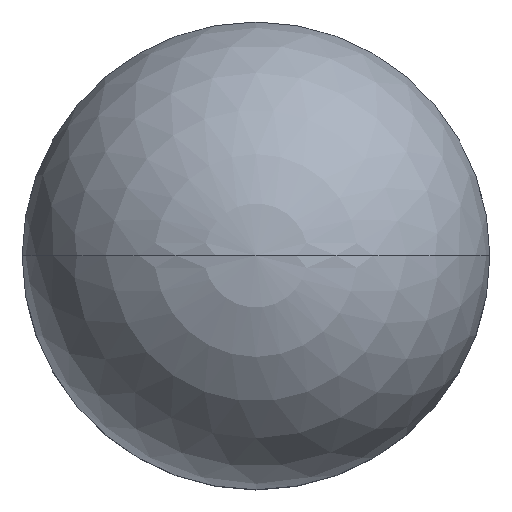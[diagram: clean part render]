
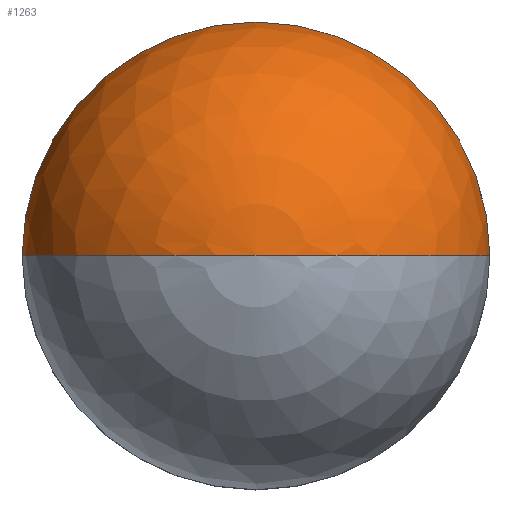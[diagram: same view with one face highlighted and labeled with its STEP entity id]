
A CAD part, top view. The second image highlights one B-rep face of the part: STEP entity #1263.
In plain terms, the highlighted spherical face has radius 3 mm.
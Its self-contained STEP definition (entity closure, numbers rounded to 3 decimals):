
#1090=CARTESIAN_POINT('',(-3.,0.,8.791));
#1091=VERTEX_POINT('',#1090);
#1100=CARTESIAN_POINT('',(3.,0.,8.791));
#1101=VERTEX_POINT('',#1100);
#1102=CARTESIAN_POINT('',(0.,0.,8.791));
#1103=DIRECTION('',(0.0,0.0,1.0));
#1104=DIRECTION('',(-1.0,0.0,0.0));
#1105=AXIS2_PLACEMENT_3D('',#1102,#1103,#1104);
#1106=CIRCLE('',#1105,3.);
#1107=EDGE_CURVE('',#1101,#1091,#1106,.T.);
#1227=CARTESIAN_POINT('',(0.,0.,11.791));
#1228=VERTEX_POINT('',#1227);
#1229=CARTESIAN_POINT('',(0.,0.,8.791));
#1230=DIRECTION('',(0.0,1.0,0.0));
#1231=DIRECTION('',(1.0,0.0,0.0));
#1232=AXIS2_PLACEMENT_3D('',#1229,#1230,#1231);
#1233=CIRCLE('',#1232,3.);
#1234=EDGE_CURVE('',#1228,#1101,#1233,.T.);
#1236=CARTESIAN_POINT('',(0.,0.,8.791));
#1237=DIRECTION('',(0.0,-1.0,0.0));
#1238=DIRECTION('',(-1.0,0.0,0.0));
#1239=AXIS2_PLACEMENT_3D('',#1236,#1237,#1238);
#1240=CIRCLE('',#1239,3.);
#1241=EDGE_CURVE('',#1228,#1091,#1240,.T.);
#1253=CARTESIAN_POINT('',(0.,0.,8.791));
#1254=DIRECTION('',(0.0,0.0,1.0));
#1255=DIRECTION('',(1.0,0.0,0.0));
#1256=AXIS2_PLACEMENT_3D('',#1253,#1254,#1255);
#1257=SPHERICAL_SURFACE('',#1256,3.);
#1258=ORIENTED_EDGE('',*,*,#1234,.T.);
#1259=ORIENTED_EDGE('',*,*,#1107,.T.);
#1260=ORIENTED_EDGE('',*,*,#1241,.F.);
#1261=EDGE_LOOP('',(#1258,#1259,#1260));
#1262=FACE_OUTER_BOUND('',#1261,.T.);
#1263=ADVANCED_FACE('',(#1262),#1257,.T.);
